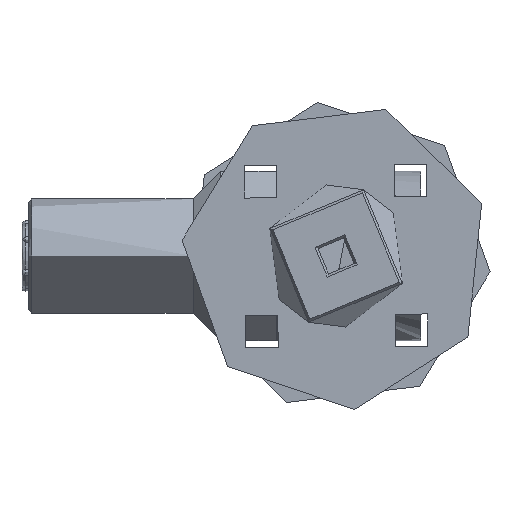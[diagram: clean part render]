
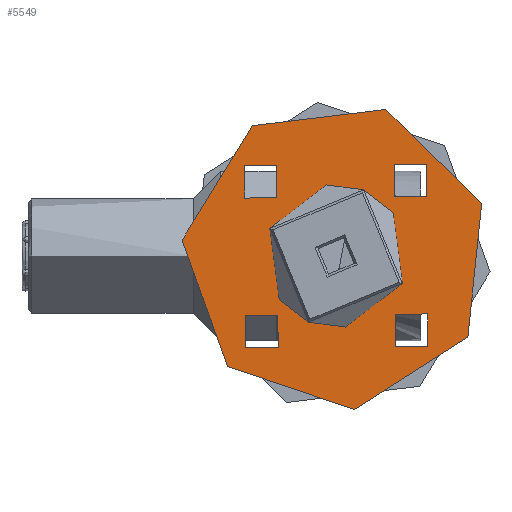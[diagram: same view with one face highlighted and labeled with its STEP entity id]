
A CAD part, left-side view. The second image highlights one B-rep face of the part: STEP entity #5549.
In plain terms, the highlighted face is planar.
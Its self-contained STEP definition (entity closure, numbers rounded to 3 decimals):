
#65 = CARTESIAN_POINT ( 'NONE',  ( 0., -32.5, 0. ) ) ;
#178 = CARTESIAN_POINT ( 'NONE',  ( 0., 0., 0. ) ) ;
#215 = DIRECTION ( 'NONE',  ( 0., 0., 1. ) ) ;
#281 = ORIENTED_EDGE ( 'NONE', *, *, #1670, .T. ) ;
#524 = EDGE_LOOP ( 'NONE', ( #281 ) ) ;
#647 = AXIS2_PLACEMENT_3D ( 'NONE', #4928, #2985, #2338 ) ;
#717 = DIRECTION ( 'NONE',  ( 0., 0., 1. ) ) ;
#819 = AXIS2_PLACEMENT_3D ( 'NONE', #178, #1432, #1349 ) ;
#1283 = DIRECTION ( 'NONE',  ( 1., 0., 0. ) ) ;
#1315 = ORIENTED_EDGE ( 'NONE', *, *, #1399, .T. ) ;
#1335 = VERTEX_POINT ( 'NONE', #5274 ) ;
#1349 = DIRECTION ( 'NONE',  ( 1., 0., 0. ) ) ;
#1397 = EDGE_CURVE ( 'NONE', #7781, #7781, #7382, .T. ) ;
#1399 = EDGE_CURVE ( 'NONE', #8438, #8438, #7936, .T. ) ;
#1432 = DIRECTION ( 'NONE',  ( 0., 0., 1. ) ) ;
#1670 = EDGE_CURVE ( 'NONE', #3124, #3124, #5181, .T. ) ;
#1903 = CARTESIAN_POINT ( 'NONE',  ( 0., 32.5, 0. ) ) ;
#2083 = EDGE_LOOP ( 'NONE', ( #4106 ) ) ;
#2172 = FACE_BOUND ( 'NONE', #5999, .T. ) ;
#2338 = DIRECTION ( 'NONE',  ( 1., 0., 0. ) ) ;
#2473 = CARTESIAN_POINT ( 'NONE',  ( 17.5, 0., 0. ) ) ;
#2855 = DIRECTION ( 'NONE',  ( 1., 0., 0. ) ) ;
#2944 = CARTESIAN_POINT ( 'NONE',  ( 0., 0., 0. ) ) ;
#2981 = CARTESIAN_POINT ( 'NONE',  ( 0., 0., 0. ) ) ;
#2985 = DIRECTION ( 'NONE',  ( 0., 0., 1. ) ) ;
#3097 = EDGE_CURVE ( 'NONE', #4585, #4585, #4502, .T. ) ;
#3124 = VERTEX_POINT ( 'NONE', #2473 ) ;
#3294 = EDGE_LOOP ( 'NONE', ( #4748 ) ) ;
#3342 = PLANE ( 'NONE',  #819 ) ;
#3605 = ORIENTED_EDGE ( 'NONE', *, *, #1397, .T. ) ;
#3951 = AXIS2_PLACEMENT_3D ( 'NONE', #2944, #215, #5588 ) ;
#4106 = ORIENTED_EDGE ( 'NONE', *, *, #8323, .T. ) ;
#4211 = AXIS2_PLACEMENT_3D ( 'NONE', #4613, #717, #1283 ) ;
#4499 = CARTESIAN_POINT ( 'NONE',  ( 39.5, 0., 0. ) ) ;
#4502 = CIRCLE ( 'NONE', #3951, 47.5 ) ;
#4572 = DIRECTION ( 'NONE',  ( 0., 0., 1. ) ) ;
#4585 = VERTEX_POINT ( 'NONE', #5232 ) ;
#4613 = CARTESIAN_POINT ( 'NONE',  ( 32.5, 0., 0. ) ) ;
#4748 = ORIENTED_EDGE ( 'NONE', *, *, #3097, .F. ) ;
#4790 = EDGE_LOOP ( 'NONE', ( #3605 ) ) ;
#4928 = CARTESIAN_POINT ( 'NONE',  ( -32.5, 0., 0. ) ) ;
#5015 = DIRECTION ( 'NONE',  ( 1., 0., 0. ) ) ;
#5181 = CIRCLE ( 'NONE', #7663, 17.5 ) ;
#5232 = CARTESIAN_POINT ( 'NONE',  ( 47.5, 0., 0. ) ) ;
#5274 = CARTESIAN_POINT ( 'NONE',  ( 7., 32.5, 0. ) ) ;
#5422 = FACE_BOUND ( 'NONE', #8048, .T. ) ;
#5549 = ADVANCED_FACE ( 'NONE', ( #6036, #2172, #5422, #7918, #8085, #7272 ), #3342, .F. ) ;
#5583 = DIRECTION ( 'NONE',  ( 0., 0., 1. ) ) ;
#5588 = DIRECTION ( 'NONE',  ( 1., 0., 0. ) ) ;
#5717 = DIRECTION ( 'NONE',  ( 0., 0., 1. ) ) ;
#5856 = CARTESIAN_POINT ( 'NONE',  ( 7., -32.5, 0. ) ) ;
#5999 = EDGE_LOOP ( 'NONE', ( #6260 ) ) ;
#6036 = FACE_BOUND ( 'NONE', #2083, .T. ) ;
#6260 = ORIENTED_EDGE ( 'NONE', *, *, #7419, .T. ) ;
#6460 = CIRCLE ( 'NONE', #6727, 7. ) ;
#6727 = AXIS2_PLACEMENT_3D ( 'NONE', #1903, #5717, #5015 ) ;
#6750 = VERTEX_POINT ( 'NONE', #7508 ) ;
#7272 = FACE_BOUND ( 'NONE', #524, .T. ) ;
#7289 = DIRECTION ( 'NONE',  ( 1., 0., 0. ) ) ;
#7382 = CIRCLE ( 'NONE', #7800, 7. ) ;
#7419 = EDGE_CURVE ( 'NONE', #1335, #1335, #6460, .T. ) ;
#7508 = CARTESIAN_POINT ( 'NONE',  ( -25.5, 0., 0. ) ) ;
#7550 = CIRCLE ( 'NONE', #647, 7. ) ;
#7663 = AXIS2_PLACEMENT_3D ( 'NONE', #2981, #5583, #2855 ) ;
#7781 = VERTEX_POINT ( 'NONE', #5856 ) ;
#7800 = AXIS2_PLACEMENT_3D ( 'NONE', #65, #4572, #7289 ) ;
#7918 = FACE_BOUND ( 'NONE', #4790, .T. ) ;
#7936 = CIRCLE ( 'NONE', #4211, 7. ) ;
#8048 = EDGE_LOOP ( 'NONE', ( #1315 ) ) ;
#8085 = FACE_OUTER_BOUND ( 'NONE', #3294, .T. ) ;
#8323 = EDGE_CURVE ( 'NONE', #6750, #6750, #7550, .T. ) ;
#8438 = VERTEX_POINT ( 'NONE', #4499 ) ;
